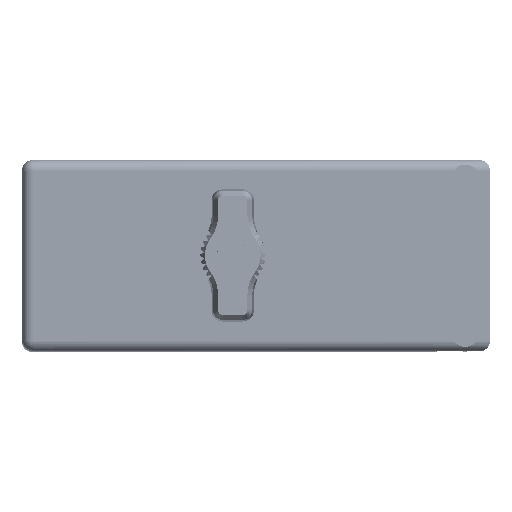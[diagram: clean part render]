
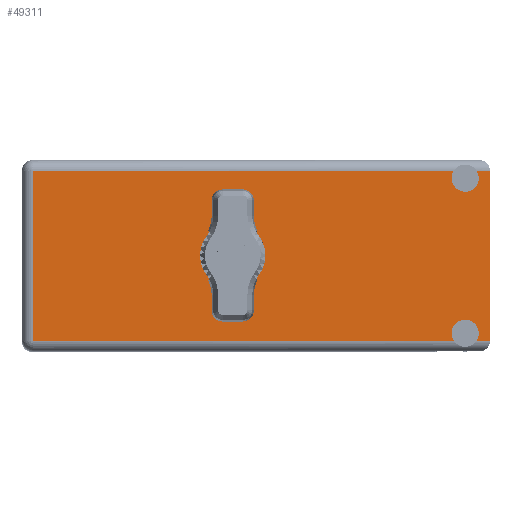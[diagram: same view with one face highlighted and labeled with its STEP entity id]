
A CAD part, top view. The second image highlights one B-rep face of the part: STEP entity #49311.
In plain terms, the highlighted face is planar.
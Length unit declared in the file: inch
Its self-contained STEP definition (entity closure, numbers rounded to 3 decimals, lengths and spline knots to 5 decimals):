
#883 = EDGE_CURVE ( 'NONE', #57044, #6390, #62271, .T. ) ;
#1833 = EDGE_CURVE ( 'NONE', #69308, #87823, #26437, .T. ) ;
#3708 = ORIENTED_EDGE ( 'NONE', *, *, #95587, .F. ) ;
#4025 = EDGE_CURVE ( 'NONE', #47916, #70096, #29606, .T. ) ;
#4173 = DIRECTION ( 'NONE',  ( 0., 0., 1. ) ) ;
#5144 = CARTESIAN_POINT ( 'NONE',  ( 1.359, 1.775, -0.617 ) ) ;
#5309 = VERTEX_POINT ( 'NONE', #74728 ) ;
#6390 = VERTEX_POINT ( 'NONE', #64245 ) ;
#6962 = CARTESIAN_POINT ( 'NONE',  ( 2.93181, 1.775, -0.07 ) ) ;
#7192 = DIRECTION ( 'NONE',  ( -1., 0., 0. ) ) ;
#7341 = DIRECTION ( 'NONE',  ( 0., 0., 1. ) ) ;
#7390 = DIRECTION ( 'NONE',  ( 0., 0., 1. ) ) ;
#9116 = DIRECTION ( 'NONE',  ( 0., 0., 1. ) ) ;
#11457 = DIRECTION ( 'NONE',  ( 0., 0., 1. ) ) ;
#13793 = AXIS2_PLACEMENT_3D ( 'NONE', #33604, #34248, #78953 ) ;
#14653 = DIRECTION ( 'NONE',  ( 0., 1., 0. ) ) ;
#16053 = AXIS2_PLACEMENT_3D ( 'NONE', #5144, #72421, #4173 ) ;
#17581 = ORIENTED_EDGE ( 'NONE', *, *, #38439, .F. ) ;
#18201 = FACE_BOUND ( 'NONE', #65070, .T. ) ;
#18452 = CARTESIAN_POINT ( 'NONE',  ( 0.07, 1.775, -0.07 ) ) ;
#20584 = ORIENTED_EDGE ( 'NONE', *, *, #74976, .T. ) ;
#21661 = VECTOR ( 'NONE', #75042, 39.37008 ) ;
#23136 = CARTESIAN_POINT ( 'NONE',  ( 3.018, 1.775, -1.164 ) ) ;
#24427 = CARTESIAN_POINT ( 'NONE',  ( 0., 1.775, -1.234 ) ) ;
#26218 = ORIENTED_EDGE ( 'NONE', *, *, #71238, .T. ) ;
#26437 = LINE ( 'NONE', #90712, #21661 ) ;
#26582 = DIRECTION ( 'NONE',  ( 0., 0., 1. ) ) ;
#27839 = CARTESIAN_POINT ( 'NONE',  ( 3.018, 1.775, -0.07 ) ) ;
#29606 = CIRCLE ( 'NONE', #69312, 0.125 ) ;
#30601 = CARTESIAN_POINT ( 'NONE',  ( 2.858, 1.775, -1.117 ) ) ;
#31055 = CARTESIAN_POINT ( 'NONE',  ( 1.359, 1.775, -0.742 ) ) ;
#31364 = ORIENTED_EDGE ( 'NONE', *, *, #70812, .F. ) ;
#33160 = VECTOR ( 'NONE', #11457, 39.37008 ) ;
#33604 = CARTESIAN_POINT ( 'NONE',  ( 2.858, 1.775, -0.117 ) ) ;
#34068 = AXIS2_PLACEMENT_3D ( 'NONE', #24427, #92056, #9116 ) ;
#34248 = DIRECTION ( 'NONE',  ( 0., 1., 0. ) ) ;
#37623 = CARTESIAN_POINT ( 'NONE',  ( 2.858, 1.775, -1.117 ) ) ;
#38439 = EDGE_CURVE ( 'NONE', #70096, #47916, #81430, .T. ) ;
#39430 = EDGE_LOOP ( 'NONE', ( #26218, #63976, #3708, #43940, #94184, #62646, #86150, #31364, #20584, #82421 ) ) ;
#40158 = CARTESIAN_POINT ( 'NONE',  ( 2.93181, 1.775, -1.164 ) ) ;
#40644 = EDGE_CURVE ( 'NONE', #69308, #6390, #75069, .T. ) ;
#40942 = AXIS2_PLACEMENT_3D ( 'NONE', #30601, #76576, #68858 ) ;
#42908 = DIRECTION ( 'NONE',  ( 0., 1., 0. ) ) ;
#43940 = ORIENTED_EDGE ( 'NONE', *, *, #883, .T. ) ;
#45446 = CIRCLE ( 'NONE', #80038, 0.0875 ) ;
#47532 = VERTEX_POINT ( 'NONE', #18452 ) ;
#47916 = VERTEX_POINT ( 'NONE', #52344 ) ;
#47977 = LINE ( 'NONE', #83847, #65806 ) ;
#49311 = ADVANCED_FACE ( 'NONE', ( #18201, #92090 ), #55057, .T. ) ;
#50312 = VECTOR ( 'NONE', #81188, 39.37008 ) ;
#51788 = EDGE_CURVE ( 'NONE', #56166, #5309, #98624, .T. ) ;
#52344 = CARTESIAN_POINT ( 'NONE',  ( 1.359, 1.775, -0.492 ) ) ;
#53320 = CARTESIAN_POINT ( 'NONE',  ( 1.359, 1.775, -0.617 ) ) ;
#54504 = AXIS2_PLACEMENT_3D ( 'NONE', #60893, #42908, #68515 ) ;
#55057 = PLANE ( 'NONE',  #34068 ) ;
#56166 = VERTEX_POINT ( 'NONE', #94167 ) ;
#57044 = VERTEX_POINT ( 'NONE', #6962 ) ;
#57072 = EDGE_CURVE ( 'NONE', #83824, #87823, #60707, .T. ) ;
#60707 = CIRCLE ( 'NONE', #40942, 0.0875 ) ;
#60893 = CARTESIAN_POINT ( 'NONE',  ( 2.858, 1.775, -0.117 ) ) ;
#62271 = LINE ( 'NONE', #92892, #83752 ) ;
#62646 = ORIENTED_EDGE ( 'NONE', *, *, #1833, .T. ) ;
#63976 = ORIENTED_EDGE ( 'NONE', *, *, #51788, .F. ) ;
#64231 = CARTESIAN_POINT ( 'NONE',  ( 3.018, 1.775, 0. ) ) ;
#64245 = CARTESIAN_POINT ( 'NONE',  ( 3.018, 1.775, -0.07 ) ) ;
#64659 = CARTESIAN_POINT ( 'NONE',  ( 0.07, 1.775, -1.164 ) ) ;
#65070 = EDGE_LOOP ( 'NONE', ( #72754, #17581 ) ) ;
#65456 = CARTESIAN_POINT ( 'NONE',  ( 2.858, 1.775, -1.0295 ) ) ;
#65806 = VECTOR ( 'NONE', #7192, 39.37008 ) ;
#66388 = VERTEX_POINT ( 'NONE', #73130 ) ;
#68515 = DIRECTION ( 'NONE',  ( 0., 0., 1. ) ) ;
#68858 = DIRECTION ( 'NONE',  ( 0., 0., 1. ) ) ;
#69308 = VERTEX_POINT ( 'NONE', #23136 ) ;
#69312 = AXIS2_PLACEMENT_3D ( 'NONE', #53320, #90989, #7390 ) ;
#70096 = VERTEX_POINT ( 'NONE', #31055 ) ;
#70559 = DIRECTION ( 'NONE',  ( 1., 0., 0. ) ) ;
#70812 = EDGE_CURVE ( 'NONE', #66388, #83824, #45446, .T. ) ;
#71238 = EDGE_CURVE ( 'NONE', #47532, #5309, #96836, .T. ) ;
#72421 = DIRECTION ( 'NONE',  ( 0., 1., 0. ) ) ;
#72754 = ORIENTED_EDGE ( 'NONE', *, *, #4025, .F. ) ;
#73130 = CARTESIAN_POINT ( 'NONE',  ( 2.78419, 1.775, -1.164 ) ) ;
#74728 = CARTESIAN_POINT ( 'NONE',  ( 2.78419, 1.775, -0.07 ) ) ;
#74976 = EDGE_CURVE ( 'NONE', #66388, #85796, #47977, .T. ) ;
#75042 = DIRECTION ( 'NONE',  ( -1., 0., 0. ) ) ;
#75069 = LINE ( 'NONE', #64231, #90580 ) ;
#76576 = DIRECTION ( 'NONE',  ( 0., 1., 0. ) ) ;
#78953 = DIRECTION ( 'NONE',  ( 0., 0., 1. ) ) ;
#79445 = CARTESIAN_POINT ( 'NONE',  ( 0.07, 1.775, -1.234 ) ) ;
#80038 = AXIS2_PLACEMENT_3D ( 'NONE', #37623, #14653, #7341 ) ;
#81188 = DIRECTION ( 'NONE',  ( 1., 0., 0. ) ) ;
#81430 = CIRCLE ( 'NONE', #16053, 0.125 ) ;
#82044 = LINE ( 'NONE', #79445, #33160 ) ;
#82421 = ORIENTED_EDGE ( 'NONE', *, *, #87826, .T. ) ;
#83752 = VECTOR ( 'NONE', #70559, 39.37008 ) ;
#83824 = VERTEX_POINT ( 'NONE', #65456 ) ;
#83847 = CARTESIAN_POINT ( 'NONE',  ( 0., 1.775, -1.164 ) ) ;
#85796 = VERTEX_POINT ( 'NONE', #64659 ) ;
#86150 = ORIENTED_EDGE ( 'NONE', *, *, #57072, .F. ) ;
#87823 = VERTEX_POINT ( 'NONE', #40158 ) ;
#87826 = EDGE_CURVE ( 'NONE', #85796, #47532, #82044, .T. ) ;
#90350 = CIRCLE ( 'NONE', #54504, 0.0875 ) ;
#90580 = VECTOR ( 'NONE', #26582, 39.37008 ) ;
#90712 = CARTESIAN_POINT ( 'NONE',  ( 0., 1.775, -1.164 ) ) ;
#90989 = DIRECTION ( 'NONE',  ( 0., 1., 0. ) ) ;
#92056 = DIRECTION ( 'NONE',  ( 0., 1., 0. ) ) ;
#92090 = FACE_OUTER_BOUND ( 'NONE', #39430, .T. ) ;
#92892 = CARTESIAN_POINT ( 'NONE',  ( 3.018, 1.775, -0.07 ) ) ;
#94167 = CARTESIAN_POINT ( 'NONE',  ( 2.858, 1.775, -0.2045 ) ) ;
#94184 = ORIENTED_EDGE ( 'NONE', *, *, #40644, .F. ) ;
#95587 = EDGE_CURVE ( 'NONE', #57044, #56166, #90350, .T. ) ;
#96836 = LINE ( 'NONE', #27839, #50312 ) ;
#98624 = CIRCLE ( 'NONE', #13793, 0.0875 ) ;
